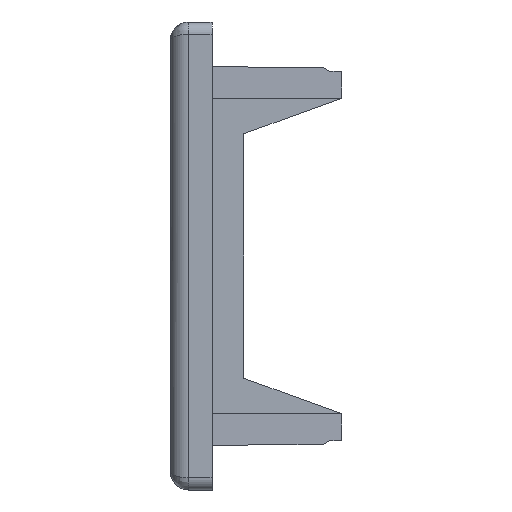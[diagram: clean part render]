
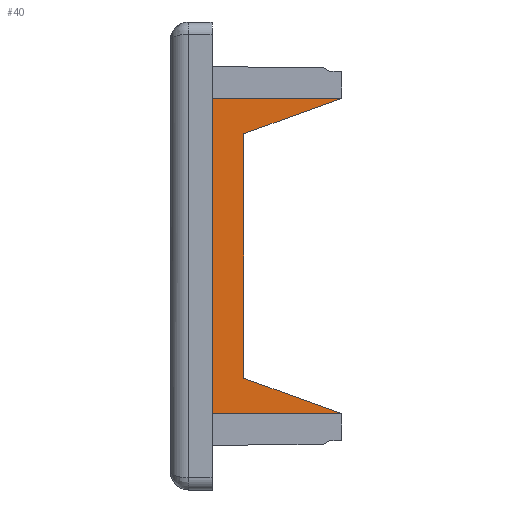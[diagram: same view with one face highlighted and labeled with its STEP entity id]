
A CAD part, left-side view. The second image highlights one B-rep face of the part: STEP entity #40.
In plain terms, the highlighted planar face has unit normal (-1, -0.018, 0).
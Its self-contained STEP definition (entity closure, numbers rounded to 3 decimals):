
#10 = DIRECTION ( 'NONE',  ( 0.016, -0.94, 0.341 ) ) ;
#40 = ADVANCED_FACE ( 'NONE', ( #3801 ), #1281, .T. ) ;
#69 = DIRECTION ( 'NONE',  ( -0.016, 0.94, 0.341 ) ) ;
#219 = CARTESIAN_POINT ( 'NONE',  ( -22.9, 0.8, -12.901 ) ) ;
#276 = ORIENTED_EDGE ( 'NONE', *, *, #3783, .T. ) ;
#317 = ORIENTED_EDGE ( 'NONE', *, *, #1438, .T. ) ;
#448 = VERTEX_POINT ( 'NONE', #7483 ) ;
#516 = CARTESIAN_POINT ( 'NONE',  ( -22.841, -2.6, 10. ) ) ;
#679 = DIRECTION ( 'NONE',  ( 0., 0., 1. ) ) ;
#881 = VECTOR ( 'NONE', #679, 1000. ) ;
#1281 = PLANE ( 'NONE',  #7959 ) ;
#1404 = CARTESIAN_POINT ( 'NONE',  ( -22.701, -10.6, 12.901 ) ) ;
#1434 = LINE ( 'NONE', #2103, #7057 ) ;
#1438 = EDGE_CURVE ( 'NONE', #2006, #5615, #4103, .T. ) ;
#1867 = VECTOR ( 'NONE', #5271, 1000. ) ;
#2006 = VERTEX_POINT ( 'NONE', #1404 ) ;
#2103 = CARTESIAN_POINT ( 'NONE',  ( -22.9, 0.8, -12.901 ) ) ;
#2174 = EDGE_CURVE ( 'NONE', #7886, #5134, #1434, .T. ) ;
#2676 = DIRECTION ( 'NONE',  ( 0.017, -1., 0. ) ) ;
#2749 = EDGE_CURVE ( 'NONE', #7886, #5615, #4422, .T. ) ;
#2971 = ORIENTED_EDGE ( 'NONE', *, *, #5567, .T. ) ;
#3106 = CARTESIAN_POINT ( 'NONE',  ( -22.701, -10.6, -12.901 ) ) ;
#3187 = CARTESIAN_POINT ( 'NONE',  ( -22.841, -2.6, 12.901 ) ) ;
#3553 = DIRECTION ( 'NONE',  ( -0.017, 1., 0. ) ) ;
#3575 = CARTESIAN_POINT ( 'NONE',  ( -22.9, 0.8, 12.901 ) ) ;
#3783 = EDGE_CURVE ( 'NONE', #448, #5520, #7713, .T. ) ;
#3801 = FACE_OUTER_BOUND ( 'NONE', #4905, .T. ) ;
#3993 = LINE ( 'NONE', #6983, #4085 ) ;
#4085 = VECTOR ( 'NONE', #69, 1000. ) ;
#4103 = LINE ( 'NONE', #3575, #4804 ) ;
#4422 = LINE ( 'NONE', #6511, #1867 ) ;
#4804 = VECTOR ( 'NONE', #3553, 1000. ) ;
#4905 = EDGE_LOOP ( 'NONE', ( #6822, #6212, #2971, #276, #6519, #317 ) ) ;
#5134 = VERTEX_POINT ( 'NONE', #3106 ) ;
#5160 = CARTESIAN_POINT ( 'NONE',  ( -22.9, 0.8, 12.901 ) ) ;
#5271 = DIRECTION ( 'NONE',  ( 0., 0., 1. ) ) ;
#5520 = VERTEX_POINT ( 'NONE', #6367 ) ;
#5567 = EDGE_CURVE ( 'NONE', #5134, #448, #3993, .T. ) ;
#5615 = VERTEX_POINT ( 'NONE', #5160 ) ;
#5788 = CARTESIAN_POINT ( 'NONE',  ( -22.9, 0.8, 12.901 ) ) ;
#6212 = ORIENTED_EDGE ( 'NONE', *, *, #2174, .T. ) ;
#6367 = CARTESIAN_POINT ( 'NONE',  ( -22.841, -2.6, 10. ) ) ;
#6511 = CARTESIAN_POINT ( 'NONE',  ( -22.9, 0.8, 0. ) ) ;
#6519 = ORIENTED_EDGE ( 'NONE', *, *, #6973, .T. ) ;
#6822 = ORIENTED_EDGE ( 'NONE', *, *, #2749, .F. ) ;
#6847 = VECTOR ( 'NONE', #10, 1000. ) ;
#6973 = EDGE_CURVE ( 'NONE', #5520, #2006, #7733, .T. ) ;
#6983 = CARTESIAN_POINT ( 'NONE',  ( -22.701, -10.6, -12.901 ) ) ;
#7057 = VECTOR ( 'NONE', #7073, 1000. ) ;
#7073 = DIRECTION ( 'NONE',  ( 0.017, -1., 0. ) ) ;
#7077 = DIRECTION ( 'NONE',  ( -1., -0.017, 0. ) ) ;
#7483 = CARTESIAN_POINT ( 'NONE',  ( -22.841, -2.6, -10. ) ) ;
#7713 = LINE ( 'NONE', #3187, #881 ) ;
#7733 = LINE ( 'NONE', #516, #6847 ) ;
#7886 = VERTEX_POINT ( 'NONE', #219 ) ;
#7959 = AXIS2_PLACEMENT_3D ( 'NONE', #5788, #7077, #2676 ) ;
